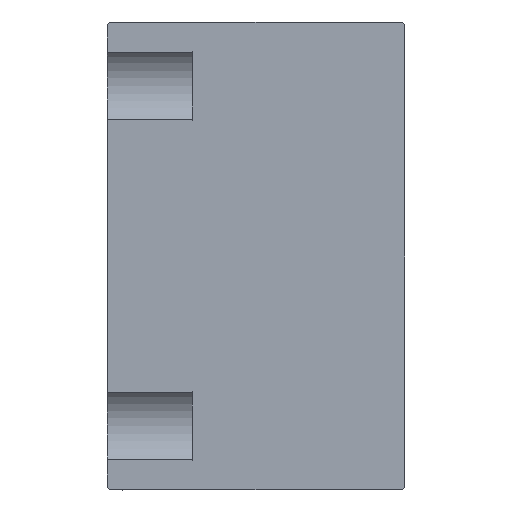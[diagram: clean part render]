
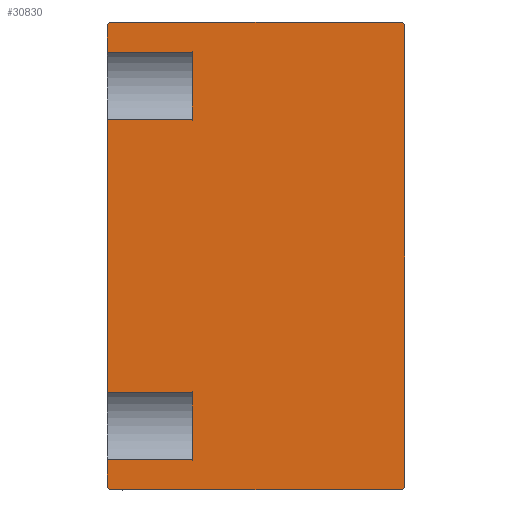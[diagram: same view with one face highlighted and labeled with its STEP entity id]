
A CAD part, left-side view. The second image highlights one B-rep face of the part: STEP entity #30830.
In plain terms, the highlighted face is planar.
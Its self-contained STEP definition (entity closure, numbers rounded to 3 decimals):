
#386 = EDGE_CURVE ( 'NONE', #28495, #21267, #36599, .T. ) ;
#664 = CARTESIAN_POINT ( 'NONE',  ( 56., -7.5, -16.087 ) ) ;
#1965 = VECTOR ( 'NONE', #16429, 1000. ) ;
#1969 = EDGE_CURVE ( 'NONE', #2454, #23492, #26339, .T. ) ;
#2454 = VERTEX_POINT ( 'NONE', #8336 ) ;
#2543 = ORIENTED_EDGE ( 'NONE', *, *, #34630, .F. ) ;
#2795 = VERTEX_POINT ( 'NONE', #8867 ) ;
#2895 = ORIENTED_EDGE ( 'NONE', *, *, #4958, .T. ) ;
#2981 = LINE ( 'NONE', #5636, #1965 ) ;
#3059 = CARTESIAN_POINT ( 'NONE',  ( 56., -7.5, 16.087 ) ) ;
#3143 = AXIS2_PLACEMENT_3D ( 'NONE', #41129, #10922, #30327 ) ;
#3172 = CARTESIAN_POINT ( 'NONE',  ( 56., -7.5, 23.913 ) ) ;
#3855 = ORIENTED_EDGE ( 'NONE', *, *, #25413, .T. ) ;
#4330 = ORIENTED_EDGE ( 'NONE', *, *, #39306, .T. ) ;
#4958 = EDGE_CURVE ( 'NONE', #19093, #41055, #2981, .T. ) ;
#5169 = EDGE_CURVE ( 'NONE', #41380, #21267, #10462, .T. ) ;
#5636 = CARTESIAN_POINT ( 'NONE',  ( 56., 17.5, 27.5 ) ) ;
#5966 = VECTOR ( 'NONE', #7490, 1000. ) ;
#6088 = EDGE_CURVE ( 'NONE', #22169, #2454, #8916, .T. ) ;
#6135 = EDGE_CURVE ( 'NONE', #25127, #11767, #16400, .T. ) ;
#6347 = LINE ( 'NONE', #43619, #34117 ) ;
#6349 = EDGE_CURVE ( 'NONE', #28495, #22169, #39679, .T. ) ;
#6379 = DIRECTION ( 'NONE',  ( 0., 1., 0. ) ) ;
#7055 = VECTOR ( 'NONE', #20470, 1000. ) ;
#7490 = DIRECTION ( 'NONE',  ( 0., -1., 0. ) ) ;
#8293 = VECTOR ( 'NONE', #31648, 1000. ) ;
#8336 = CARTESIAN_POINT ( 'NONE',  ( 56., -17.2, -27.5 ) ) ;
#8867 = CARTESIAN_POINT ( 'NONE',  ( 56., -17.5, -16.087 ) ) ;
#8916 = LINE ( 'NONE', #12027, #8293 ) ;
#8987 = DIRECTION ( 'NONE',  ( 0., 0., -1. ) ) ;
#9722 = VECTOR ( 'NONE', #6379, 1000. ) ;
#10462 = LINE ( 'NONE', #30518, #40888 ) ;
#10532 = CARTESIAN_POINT ( 'NONE',  ( 56., 17.5, -27.2 ) ) ;
#10912 = ORIENTED_EDGE ( 'NONE', *, *, #15864, .T. ) ;
#10922 = DIRECTION ( 'NONE',  ( 1., 0., 0. ) ) ;
#11767 = VERTEX_POINT ( 'NONE', #37928 ) ;
#11920 = CARTESIAN_POINT ( 'NONE',  ( 56., -17.5, 27.5 ) ) ;
#12027 = CARTESIAN_POINT ( 'NONE',  ( 56., -22.35, -22.35 ) ) ;
#12041 = EDGE_CURVE ( 'NONE', #20281, #36319, #23343, .T. ) ;
#12120 = CARTESIAN_POINT ( 'NONE',  ( 56., 22.35, 22.35 ) ) ;
#12259 = VECTOR ( 'NONE', #8987, 1000. ) ;
#12305 = CARTESIAN_POINT ( 'NONE',  ( 56., 17.5, -27.5 ) ) ;
#12314 = CARTESIAN_POINT ( 'NONE',  ( 56., -17.5, 27.5 ) ) ;
#12738 = LINE ( 'NONE', #12314, #12259 ) ;
#12797 = CARTESIAN_POINT ( 'NONE',  ( 56., -17.5, 27.2 ) ) ;
#13128 = LINE ( 'NONE', #30529, #33169 ) ;
#13229 = VECTOR ( 'NONE', #32926, 1000. ) ;
#13251 = ORIENTED_EDGE ( 'NONE', *, *, #19791, .T. ) ;
#13315 = DIRECTION ( 'NONE',  ( 0., 0., -1. ) ) ;
#13910 = CARTESIAN_POINT ( 'NONE',  ( 56., 17.2, -27.5 ) ) ;
#15854 = LINE ( 'NONE', #12120, #36710 ) ;
#15864 = EDGE_CURVE ( 'NONE', #41055, #32970, #13128, .T. ) ;
#16400 = LINE ( 'NONE', #3172, #13229 ) ;
#16429 = DIRECTION ( 'NONE',  ( 0., -1., 0. ) ) ;
#16892 = CARTESIAN_POINT ( 'NONE',  ( 56., -17.5, 27.5 ) ) ;
#17048 = CARTESIAN_POINT ( 'NONE',  ( 56., -7.5, -23.913 ) ) ;
#17866 = ORIENTED_EDGE ( 'NONE', *, *, #29636, .T. ) ;
#17933 = DIRECTION ( 'NONE',  ( 0., 0., -1. ) ) ;
#18935 = CARTESIAN_POINT ( 'NONE',  ( 56., -17.2, 27.5 ) ) ;
#18986 = EDGE_CURVE ( 'NONE', #25127, #36319, #20145, .T. ) ;
#19093 = VERTEX_POINT ( 'NONE', #26530 ) ;
#19791 = EDGE_CURVE ( 'NONE', #28709, #19093, #15854, .T. ) ;
#20145 = LINE ( 'NONE', #23232, #40196 ) ;
#20233 = DIRECTION ( 'NONE',  ( 0., 0.707, 0.707 ) ) ;
#20281 = VERTEX_POINT ( 'NONE', #22145 ) ;
#20470 = DIRECTION ( 'NONE',  ( 0., 1., 0. ) ) ;
#20633 = DIRECTION ( 'NONE',  ( 0., 0., -1. ) ) ;
#21267 = VERTEX_POINT ( 'NONE', #17048 ) ;
#22145 = CARTESIAN_POINT ( 'NONE',  ( 56., -17.5, 16.087 ) ) ;
#22169 = VERTEX_POINT ( 'NONE', #27997 ) ;
#22355 = ORIENTED_EDGE ( 'NONE', *, *, #6088, .T. ) ;
#23232 = CARTESIAN_POINT ( 'NONE',  ( 56., -7.5, 0. ) ) ;
#23343 = LINE ( 'NONE', #3059, #7055 ) ;
#23492 = VERTEX_POINT ( 'NONE', #13910 ) ;
#24240 = CARTESIAN_POINT ( 'NONE',  ( 56., 17.5, 27.2 ) ) ;
#25092 = DIRECTION ( 'NONE',  ( 0., 0., 1. ) ) ;
#25127 = VERTEX_POINT ( 'NONE', #28666 ) ;
#25413 = EDGE_CURVE ( 'NONE', #34092, #28709, #42510, .T. ) ;
#25917 = DIRECTION ( 'NONE',  ( 0., 1., 0. ) ) ;
#26339 = LINE ( 'NONE', #29022, #31571 ) ;
#26530 = CARTESIAN_POINT ( 'NONE',  ( 56., 17.2, 27.5 ) ) ;
#27551 = EDGE_CURVE ( 'NONE', #20281, #2795, #12738, .T. ) ;
#27680 = PLANE ( 'NONE',  #3143 ) ;
#27786 = ORIENTED_EDGE ( 'NONE', *, *, #386, .F. ) ;
#27997 = CARTESIAN_POINT ( 'NONE',  ( 56., -17.5, -27.2 ) ) ;
#28495 = VERTEX_POINT ( 'NONE', #31998 ) ;
#28666 = CARTESIAN_POINT ( 'NONE',  ( 56., -7.5, 23.913 ) ) ;
#28709 = VERTEX_POINT ( 'NONE', #24240 ) ;
#29022 = CARTESIAN_POINT ( 'NONE',  ( 56., -17.5, -27.5 ) ) ;
#29244 = CARTESIAN_POINT ( 'NONE',  ( 56., -7.5, -16.087 ) ) ;
#29636 = EDGE_CURVE ( 'NONE', #23492, #34092, #6347, .T. ) ;
#29862 = ORIENTED_EDGE ( 'NONE', *, *, #27551, .T. ) ;
#30327 = DIRECTION ( 'NONE',  ( 0., 0., -1. ) ) ;
#30431 = LINE ( 'NONE', #664, #5966 ) ;
#30487 = VECTOR ( 'NONE', #25092, 1000. ) ;
#30518 = CARTESIAN_POINT ( 'NONE',  ( 56., -7.5, 0. ) ) ;
#30529 = CARTESIAN_POINT ( 'NONE',  ( 56., -22.35, 22.35 ) ) ;
#30830 = ADVANCED_FACE ( 'NONE', ( #37179 ), #27680, .T. ) ;
#31571 = VECTOR ( 'NONE', #25917, 1000. ) ;
#31648 = DIRECTION ( 'NONE',  ( 0., 0.707, -0.707 ) ) ;
#31998 = CARTESIAN_POINT ( 'NONE',  ( 56., -17.5, -23.913 ) ) ;
#32433 = ORIENTED_EDGE ( 'NONE', *, *, #1969, .T. ) ;
#32497 = ORIENTED_EDGE ( 'NONE', *, *, #6135, .F. ) ;
#32867 = EDGE_LOOP ( 'NONE', ( #32433, #17866, #3855, #13251, #2895, #10912, #4330, #32497, #37831, #42810, #29862, #2543, #41383, #27786, #35342, #22355 ) ) ;
#32926 = DIRECTION ( 'NONE',  ( 0., -1., 0. ) ) ;
#32970 = VERTEX_POINT ( 'NONE', #12797 ) ;
#33026 = DIRECTION ( 'NONE',  ( 0., -0.707, 0.707 ) ) ;
#33169 = VECTOR ( 'NONE', #40028, 1000. ) ;
#33443 = CARTESIAN_POINT ( 'NONE',  ( 56., -7.5, 16.087 ) ) ;
#34054 = DIRECTION ( 'NONE',  ( 0., 0., -1. ) ) ;
#34092 = VERTEX_POINT ( 'NONE', #10532 ) ;
#34117 = VECTOR ( 'NONE', #20233, 1000. ) ;
#34630 = EDGE_CURVE ( 'NONE', #41380, #2795, #30431, .T. ) ;
#35342 = ORIENTED_EDGE ( 'NONE', *, *, #6349, .T. ) ;
#36319 = VERTEX_POINT ( 'NONE', #33443 ) ;
#36599 = LINE ( 'NONE', #42770, #9722 ) ;
#36710 = VECTOR ( 'NONE', #33026, 1000. ) ;
#37179 = FACE_OUTER_BOUND ( 'NONE', #32867, .T. ) ;
#37404 = LINE ( 'NONE', #16892, #43617 ) ;
#37831 = ORIENTED_EDGE ( 'NONE', *, *, #18986, .T. ) ;
#37928 = CARTESIAN_POINT ( 'NONE',  ( 56., -17.5, 23.913 ) ) ;
#39265 = VECTOR ( 'NONE', #17933, 1000. ) ;
#39306 = EDGE_CURVE ( 'NONE', #32970, #11767, #37404, .T. ) ;
#39679 = LINE ( 'NONE', #11920, #39265 ) ;
#40028 = DIRECTION ( 'NONE',  ( 0., -0.707, -0.707 ) ) ;
#40196 = VECTOR ( 'NONE', #13315, 1000. ) ;
#40888 = VECTOR ( 'NONE', #34054, 1000. ) ;
#41055 = VERTEX_POINT ( 'NONE', #18935 ) ;
#41129 = CARTESIAN_POINT ( 'NONE',  ( 56., 0., 0. ) ) ;
#41380 = VERTEX_POINT ( 'NONE', #29244 ) ;
#41383 = ORIENTED_EDGE ( 'NONE', *, *, #5169, .T. ) ;
#42510 = LINE ( 'NONE', #12305, #30487 ) ;
#42770 = CARTESIAN_POINT ( 'NONE',  ( 56., -7.5, -23.913 ) ) ;
#42810 = ORIENTED_EDGE ( 'NONE', *, *, #12041, .F. ) ;
#43617 = VECTOR ( 'NONE', #20633, 1000. ) ;
#43619 = CARTESIAN_POINT ( 'NONE',  ( 56., 22.35, -22.35 ) ) ;
